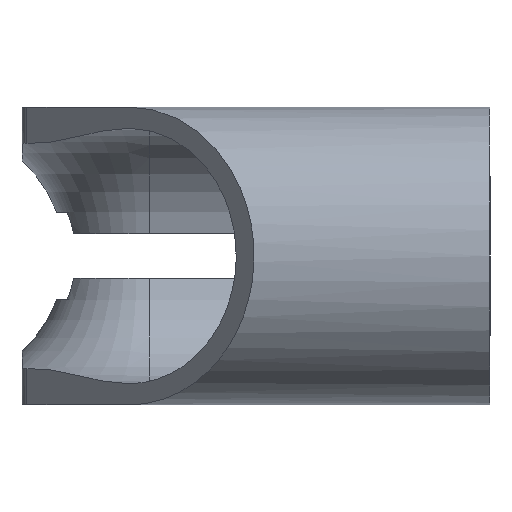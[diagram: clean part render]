
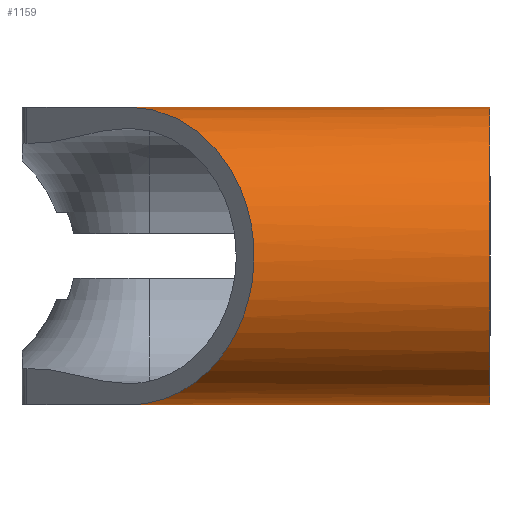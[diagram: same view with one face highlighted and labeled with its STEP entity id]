
A CAD part, left-side view. The second image highlights one B-rep face of the part: STEP entity #1159.
In plain terms, the highlighted cylindrical face has radius 35 mm (diameter 70 mm), a partial arc.
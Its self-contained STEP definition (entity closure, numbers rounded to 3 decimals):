
#4 = ORIENTED_EDGE ( 'NONE', *, *, #2276, .T. ) ;
#38 = VECTOR ( 'NONE', #1206, 1000. ) ;
#84 = EDGE_CURVE ( 'NONE', #1860, #1190, #1374, .T. ) ;
#95 = LINE ( 'NONE', #2267, #38 ) ;
#150 = ORIENTED_EDGE ( 'NONE', *, *, #2206, .T. ) ;
#284 = CARTESIAN_POINT ( 'NONE',  ( -50., -35., 35. ) ) ;
#354 = CARTESIAN_POINT ( 'NONE',  ( -50., 4.827, 35. ) ) ;
#401 = EDGE_CURVE ( 'NONE', #1190, #1708, #467, .T. ) ;
#403 = ORIENTED_EDGE ( 'NONE', *, *, #2195, .T. ) ;
#467 = LINE ( 'NONE', #498, #1319 ) ;
#470 = VECTOR ( 'NONE', #2171, 1000. ) ;
#483 =( BOUNDED_CURVE ( )  B_SPLINE_CURVE ( 3, ( #354, #1947, #1964, #542 ),
 .UNSPECIFIED., .F., .T. ) 
 B_SPLINE_CURVE_WITH_KNOTS ( ( 4, 4 ),
 ( 1.571, 4.712 ),
 .UNSPECIFIED. ) 
 CURVE ( )  GEOMETRIC_REPRESENTATION_ITEM ( )  RATIONAL_B_SPLINE_CURVE ( ( 1., 0.333, 0.333, 1. ) ) 
 REPRESENTATION_ITEM ( '' )  );
#498 = CARTESIAN_POINT ( 'NONE',  ( -50., -80., -35. ) ) ;
#523 = DIRECTION ( 'NONE',  ( 0., 1., 0. ) ) ;
#528 = ORIENTED_EDGE ( 'NONE', *, *, #84, .F. ) ;
#542 = CARTESIAN_POINT ( 'NONE',  ( -50., 4.827, -35. ) ) ;
#676 = DIRECTION ( 'NONE',  ( 0., 1., 0. ) ) ;
#694 = ORIENTED_EDGE ( 'NONE', *, *, #401, .F. ) ;
#698 = FACE_OUTER_BOUND ( 'NONE', #1097, .T. ) ;
#935 = CARTESIAN_POINT ( 'NONE',  ( -50., 4.827, 35. ) ) ;
#982 = EDGE_CURVE ( 'NONE', #1393, #1708, #483, .T. ) ;
#985 = AXIS2_PLACEMENT_3D ( 'NONE', #2096, #523, #1582 ) ;
#1043 = CARTESIAN_POINT ( 'NONE',  ( -50., -35., -35. ) ) ;
#1088 = DIRECTION ( 'NONE',  ( 0., 0., 1. ) ) ;
#1092 = ORIENTED_EDGE ( 'NONE', *, *, #982, .T. ) ;
#1097 = EDGE_LOOP ( 'NONE', ( #528, #4, #403, #150, #1092, #694 ) ) ;
#1159 = ADVANCED_FACE ( 'NONE', ( #698 ), #2106, .T. ) ;
#1190 = VERTEX_POINT ( 'NONE', #1043 ) ;
#1198 = CARTESIAN_POINT ( 'NONE',  ( -50., -80., 35. ) ) ;
#1206 = DIRECTION ( 'NONE',  ( 0., 1., 0. ) ) ;
#1264 = CARTESIAN_POINT ( 'NONE',  ( -50., -80., 0. ) ) ;
#1272 = AXIS2_PLACEMENT_3D ( 'NONE', #1264, #1395, #1088 ) ;
#1319 = VECTOR ( 'NONE', #676, 1000. ) ;
#1374 = LINE ( 'NONE', #2147, #470 ) ;
#1393 = VERTEX_POINT ( 'NONE', #935 ) ;
#1395 = DIRECTION ( 'NONE',  ( 0., 1., 0. ) ) ;
#1481 = CIRCLE ( 'NONE', #1272, 35. ) ;
#1537 = LINE ( 'NONE', #1198, #1926 ) ;
#1582 = DIRECTION ( 'NONE',  ( 0., 0., 1. ) ) ;
#1674 = CARTESIAN_POINT ( 'NONE',  ( -50., 4.827, -35. ) ) ;
#1708 = VERTEX_POINT ( 'NONE', #1674 ) ;
#1729 = DIRECTION ( 'NONE',  ( 0., 1., 0. ) ) ;
#1785 = VERTEX_POINT ( 'NONE', #284 ) ;
#1860 = VERTEX_POINT ( 'NONE', #2058 ) ;
#1881 = CARTESIAN_POINT ( 'NONE',  ( -50., -80., 35. ) ) ;
#1926 = VECTOR ( 'NONE', #1729, 1000. ) ;
#1947 = CARTESIAN_POINT ( 'NONE',  ( -120., -53.91, 35. ) ) ;
#1964 = CARTESIAN_POINT ( 'NONE',  ( -120., -53.91, -35. ) ) ;
#2058 = CARTESIAN_POINT ( 'NONE',  ( -50., -80., -35. ) ) ;
#2096 = CARTESIAN_POINT ( 'NONE',  ( -50., -80., 0. ) ) ;
#2106 = CYLINDRICAL_SURFACE ( 'NONE', #985, 35. ) ;
#2129 = VERTEX_POINT ( 'NONE', #1881 ) ;
#2147 = CARTESIAN_POINT ( 'NONE',  ( -50., -80., -35. ) ) ;
#2171 = DIRECTION ( 'NONE',  ( 0., 1., 0. ) ) ;
#2195 = EDGE_CURVE ( 'NONE', #2129, #1785, #95, .T. ) ;
#2206 = EDGE_CURVE ( 'NONE', #1785, #1393, #1537, .T. ) ;
#2267 = CARTESIAN_POINT ( 'NONE',  ( -50., -80., 35. ) ) ;
#2276 = EDGE_CURVE ( 'NONE', #1860, #2129, #1481, .T. ) ;
